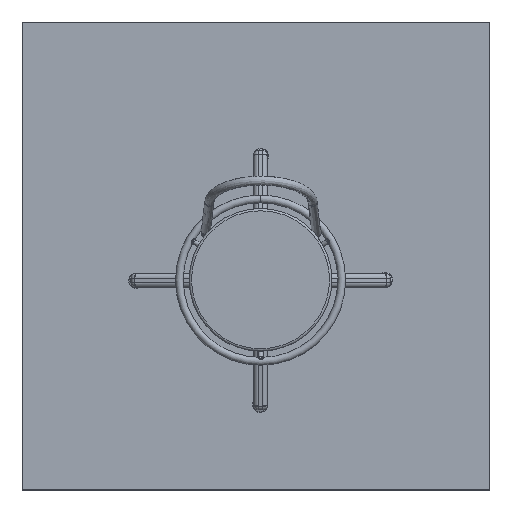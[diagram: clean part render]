
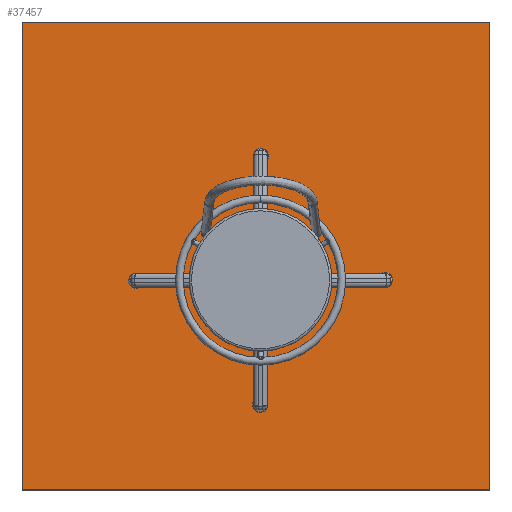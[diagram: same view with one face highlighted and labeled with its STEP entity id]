
A CAD part, top view. The second image highlights one B-rep face of the part: STEP entity #37457.
In plain terms, the highlighted planar face has unit normal (0, 0, 1).
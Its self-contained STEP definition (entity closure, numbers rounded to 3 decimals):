
#37325=CARTESIAN_POINT('',(1000.,1000.,0.0));
#37326=VERTEX_POINT('',#37325);
#37333=CARTESIAN_POINT('',(1000.0,0.0,0.0));
#37334=VERTEX_POINT('',#37333);
#37335=CARTESIAN_POINT('',(1000.0,0.0,0.0));
#37336=DIRECTION('',(0.0,1.0,0.0));
#37337=VECTOR('',#37336,1000.);
#37338=LINE('',#37335,#37337);
#37339=EDGE_CURVE('',#37334,#37326,#37338,.T.);
#37363=CARTESIAN_POINT('',(0.,1000.0,0.0));
#37364=VERTEX_POINT('',#37363);
#37371=CARTESIAN_POINT('',(1000.,1000.,0.0));
#37372=DIRECTION('',(-1.0,0.0,0.0));
#37373=VECTOR('',#37372,1000.);
#37374=LINE('',#37371,#37373);
#37375=EDGE_CURVE('',#37326,#37364,#37374,.T.);
#37394=CARTESIAN_POINT('',(0.0,0.0,0.0));
#37395=VERTEX_POINT('',#37394);
#37402=CARTESIAN_POINT('',(0.,1000.0,0.0));
#37403=DIRECTION('',(0.0,-1.0,0.0));
#37404=VECTOR('',#37403,1000.0);
#37405=LINE('',#37402,#37404);
#37406=EDGE_CURVE('',#37364,#37395,#37405,.T.);
#37424=CARTESIAN_POINT('',(0.0,0.0,0.0));
#37425=DIRECTION('',(1.0,0.0,0.0));
#37426=VECTOR('',#37425,1000.0);
#37427=LINE('',#37424,#37426);
#37428=EDGE_CURVE('',#37395,#37334,#37427,.T.);
#37446=CARTESIAN_POINT('',(500.0,500.,0.0));
#37447=DIRECTION('',(0.0,0.0,1.0));
#37448=DIRECTION('',(1.0,0.0,0.0));
#37449=AXIS2_PLACEMENT_3D('',#37446,#37447,#37448);
#37450=PLANE('',#37449);
#37451=ORIENTED_EDGE('',*,*,#37428,.T.);
#37452=ORIENTED_EDGE('',*,*,#37339,.T.);
#37453=ORIENTED_EDGE('',*,*,#37375,.T.);
#37454=ORIENTED_EDGE('',*,*,#37406,.T.);
#37455=EDGE_LOOP('',(#37451,#37452,#37453,#37454));
#37456=FACE_OUTER_BOUND('',#37455,.T.);
#37457=ADVANCED_FACE('',(#37456),#37450,.T.);
